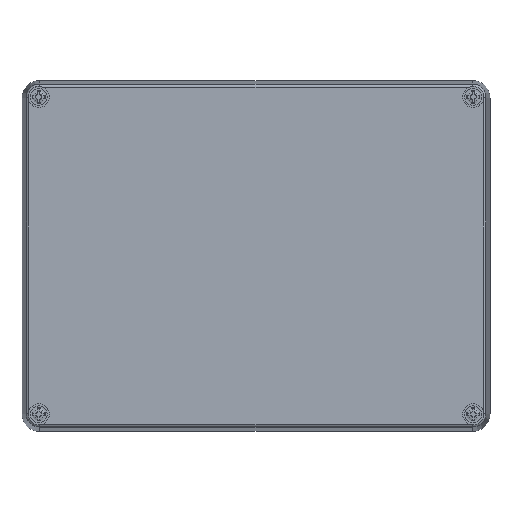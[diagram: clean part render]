
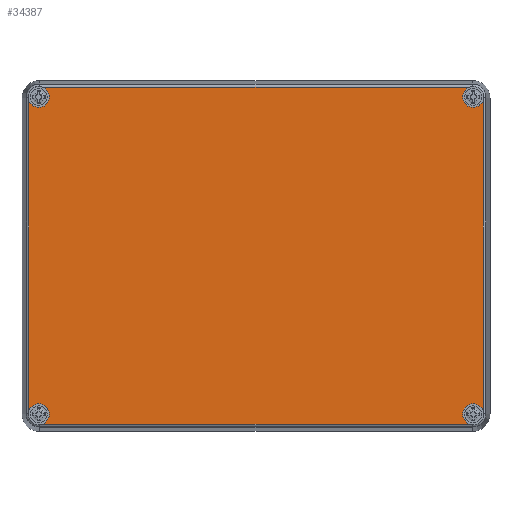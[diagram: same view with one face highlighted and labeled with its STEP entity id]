
A CAD part, top view. The second image highlights one B-rep face of the part: STEP entity #34387.
In plain terms, the highlighted planar face has unit normal (0, 0, 1).
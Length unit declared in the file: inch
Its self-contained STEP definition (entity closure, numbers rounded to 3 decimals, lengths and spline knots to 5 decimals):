
#1304 = EDGE_CURVE ( 'NONE', #2389, #64881, #60856, .T. ) ;
#1784 = EDGE_CURVE ( 'NONE', #61200, #56096, #44758, .T. ) ;
#2389 = VERTEX_POINT ( 'NONE', #38599 ) ;
#3454 = VERTEX_POINT ( 'NONE', #66856 ) ;
#4171 = ORIENTED_EDGE ( 'NONE', *, *, #44111, .F. ) ;
#4688 = CARTESIAN_POINT ( 'NONE',  ( 0., 2.26854, 3.14961 ) ) ;
#4725 = CARTESIAN_POINT ( 'NONE',  ( -2.87347, 2.26854, 3.14961 ) ) ;
#6646 = ORIENTED_EDGE ( 'NONE', *, *, #36945, .F. ) ;
#6794 = AXIS2_PLACEMENT_3D ( 'NONE', #44392, #10494, #50092 ) ;
#9346 = AXIS2_PLACEMENT_3D ( 'NONE', #33826, #51061, #34074 ) ;
#9991 = CARTESIAN_POINT ( 'NONE',  ( -2.92323, 2.13583, 3.14961 ) ) ;
#10494 = DIRECTION ( 'NONE',  ( 0., 0., 1. ) ) ;
#10717 = VECTOR ( 'NONE', #49978, 39.37008 ) ;
#12341 = CARTESIAN_POINT ( 'NONE',  ( -3.05594, 2.08607, 3.14961 ) ) ;
#14663 = VERTEX_POINT ( 'NONE', #23514 ) ;
#15819 = VECTOR ( 'NONE', #67377, 39.37008 ) ;
#18673 = EDGE_CURVE ( 'NONE', #36202, #61200, #25719, .T. ) ;
#20212 = CIRCLE ( 'NONE', #6794, 0.14173 ) ;
#21363 = DIRECTION ( 'NONE',  ( 0., 1., 0. ) ) ;
#21765 = EDGE_CURVE ( 'NONE', #64881, #36202, #46444, .T. ) ;
#21808 = LINE ( 'NONE', #27797, #51951 ) ;
#23514 = CARTESIAN_POINT ( 'NONE',  ( 2.87347, -2.26854, 3.14961 ) ) ;
#25341 = EDGE_LOOP ( 'NONE', ( #66797, #4171, #62183, #36491, #33879, #36493, #51309, #6646 ) ) ;
#25719 = LINE ( 'NONE', #4688, #10717 ) ;
#26313 = VECTOR ( 'NONE', #21363, 39.37008 ) ;
#26815 = EDGE_CURVE ( 'NONE', #56096, #3454, #21808, .T. ) ;
#26818 = CARTESIAN_POINT ( 'NONE',  ( -3.05594, 0., 3.14961 ) ) ;
#27205 = CARTESIAN_POINT ( 'NONE',  ( 2.92323, 2.13583, 3.14961 ) ) ;
#27797 = CARTESIAN_POINT ( 'NONE',  ( 3.05594, 0., 3.14961 ) ) ;
#28033 = PLANE ( 'NONE',  #9346 ) ;
#28963 = CIRCLE ( 'NONE', #64040, 0.14173 ) ;
#33826 = CARTESIAN_POINT ( 'NONE',  ( 0., 0., 3.14961 ) ) ;
#33879 = ORIENTED_EDGE ( 'NONE', *, *, #18673, .F. ) ;
#34074 = DIRECTION ( 'NONE',  ( -1., 0., 0. ) ) ;
#34387 = ADVANCED_FACE ( 'NONE', ( #62515 ), #28033, .F. ) ;
#36202 = VERTEX_POINT ( 'NONE', #4725 ) ;
#36491 = ORIENTED_EDGE ( 'NONE', *, *, #1784, .F. ) ;
#36493 = ORIENTED_EDGE ( 'NONE', *, *, #21765, .F. ) ;
#36945 = EDGE_CURVE ( 'NONE', #53246, #2389, #20212, .T. ) ;
#38599 = CARTESIAN_POINT ( 'NONE',  ( -3.05594, -2.08607, 3.14961 ) ) ;
#39653 = CARTESIAN_POINT ( 'NONE',  ( 0., -2.26854, 3.14961 ) ) ;
#44111 = EDGE_CURVE ( 'NONE', #3454, #14663, #28963, .T. ) ;
#44152 = DIRECTION ( 'NONE',  ( 0., -1., 0. ) ) ;
#44392 = CARTESIAN_POINT ( 'NONE',  ( -2.92323, -2.13583, 3.14961 ) ) ;
#44758 = CIRCLE ( 'NONE', #71675, 0.14173 ) ;
#46444 = CIRCLE ( 'NONE', #54237, 0.14173 ) ;
#47439 = CARTESIAN_POINT ( 'NONE',  ( 3.05594, 2.08607, 3.14961 ) ) ;
#49978 = DIRECTION ( 'NONE',  ( 1., 0., 0. ) ) ;
#50092 = DIRECTION ( 'NONE',  ( -1., 0., 0. ) ) ;
#50751 = CARTESIAN_POINT ( 'NONE',  ( 2.87347, 2.26854, 3.14961 ) ) ;
#51061 = DIRECTION ( 'NONE',  ( 0., 0., -1. ) ) ;
#51309 = ORIENTED_EDGE ( 'NONE', *, *, #1304, .F. ) ;
#51951 = VECTOR ( 'NONE', #44152, 39.37008 ) ;
#52119 = LINE ( 'NONE', #39653, #15819 ) ;
#53246 = VERTEX_POINT ( 'NONE', #59142 ) ;
#53534 = CARTESIAN_POINT ( 'NONE',  ( 2.92323, -2.13583, 3.14961 ) ) ;
#54237 = AXIS2_PLACEMENT_3D ( 'NONE', #9991, #66936, #61681 ) ;
#56096 = VERTEX_POINT ( 'NONE', #47439 ) ;
#59142 = CARTESIAN_POINT ( 'NONE',  ( -2.87347, -2.26854, 3.14961 ) ) ;
#59199 = DIRECTION ( 'NONE',  ( -1., 0., 0. ) ) ;
#60143 = DIRECTION ( 'NONE',  ( 0., 0., 1. ) ) ;
#60856 = LINE ( 'NONE', #26818, #26313 ) ;
#61200 = VERTEX_POINT ( 'NONE', #50751 ) ;
#61681 = DIRECTION ( 'NONE',  ( -1., 0., 0. ) ) ;
#62183 = ORIENTED_EDGE ( 'NONE', *, *, #26815, .F. ) ;
#62515 = FACE_OUTER_BOUND ( 'NONE', #25341, .T. ) ;
#64040 = AXIS2_PLACEMENT_3D ( 'NONE', #53534, #71141, #59199 ) ;
#64770 = EDGE_CURVE ( 'NONE', #14663, #53246, #52119, .T. ) ;
#64881 = VERTEX_POINT ( 'NONE', #12341 ) ;
#66797 = ORIENTED_EDGE ( 'NONE', *, *, #64770, .F. ) ;
#66856 = CARTESIAN_POINT ( 'NONE',  ( 3.05594, -2.08607, 3.14961 ) ) ;
#66936 = DIRECTION ( 'NONE',  ( 0., 0., 1. ) ) ;
#67377 = DIRECTION ( 'NONE',  ( -1., 0., 0. ) ) ;
#71141 = DIRECTION ( 'NONE',  ( 0., 0., 1. ) ) ;
#71675 = AXIS2_PLACEMENT_3D ( 'NONE', #27205, #60143, #71855 ) ;
#71855 = DIRECTION ( 'NONE',  ( -1., 0., 0. ) ) ;
